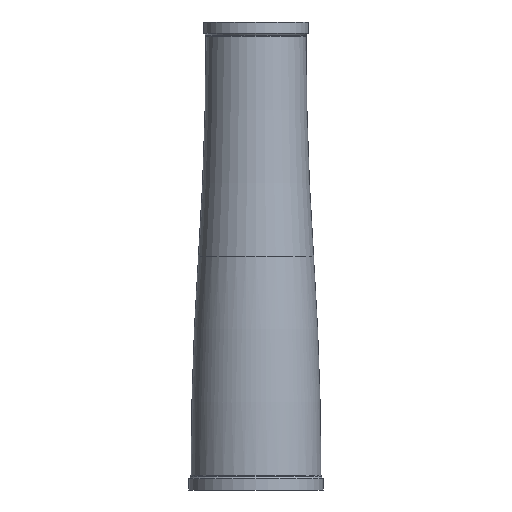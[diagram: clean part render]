
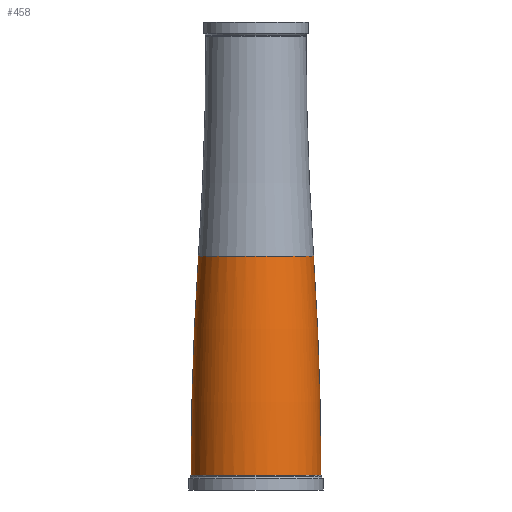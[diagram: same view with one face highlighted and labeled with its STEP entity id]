
A CAD part, left-side view. The second image highlights one B-rep face of the part: STEP entity #458.
In plain terms, the highlighted toroidal (fillet/blend) face has major radius 1162.94 mm and minor radius 1186.54 mm.
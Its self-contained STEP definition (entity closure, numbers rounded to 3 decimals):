
#98 = DIRECTION ( 'NONE',  ( 0., 1., 0. ) ) ;
#104 = TOROIDAL_SURFACE ( 'NONE', #854, -1162.935, 1186.535 ) ;
#135 = DIRECTION ( 'NONE',  ( 0., 1., 0. ) ) ;
#193 = EDGE_CURVE ( 'NONE', #1059, #1066, #982, .T. ) ;
#225 = CIRCLE ( 'NONE', #836, 23.6 ) ;
#234 = ORIENTED_EDGE ( 'NONE', *, *, #193, .T. ) ;
#250 = CARTESIAN_POINT ( 'NONE',  ( 0., -23.6, -79.649 ) ) ;
#278 = CARTESIAN_POINT ( 'NONE',  ( 0., -1162.935, -80. ) ) ;
#283 = ORIENTED_EDGE ( 'NONE', *, *, #753, .F. ) ;
#287 = AXIS2_PLACEMENT_3D ( 'NONE', #1065, #321, #654 ) ;
#298 = CARTESIAN_POINT ( 'NONE',  ( 0., 1162.935, -80. ) ) ;
#301 = AXIS2_PLACEMENT_3D ( 'NONE', #298, #628, #958 ) ;
#321 = DIRECTION ( 'NONE',  ( 0., 0., -1. ) ) ;
#423 = EDGE_CURVE ( 'NONE', #992, #1052, #769, .T. ) ;
#458 = ADVANCED_FACE ( 'NONE', ( #634 ), #104, .T. ) ;
#502 = CARTESIAN_POINT ( 'NONE',  ( 0., 20.9, 0. ) ) ;
#516 = CARTESIAN_POINT ( 'NONE',  ( 0., 0., -79.649 ) ) ;
#546 = ORIENTED_EDGE ( 'NONE', *, *, #423, .F. ) ;
#558 = CARTESIAN_POINT ( 'NONE',  ( 0., 0., -80. ) ) ;
#612 = DIRECTION ( 'NONE',  ( -1., 0., 0. ) ) ;
#617 = EDGE_CURVE ( 'NONE', #992, #1059, #760, .T. ) ;
#628 = DIRECTION ( 'NONE',  ( 1., 0., 0. ) ) ;
#634 = FACE_OUTER_BOUND ( 'NONE', #874, .T. ) ;
#640 = ORIENTED_EDGE ( 'NONE', *, *, #617, .T. ) ;
#654 = DIRECTION ( 'NONE',  ( 0., 1., 0. ) ) ;
#658 = AXIS2_PLACEMENT_3D ( 'NONE', #278, #612, #937 ) ;
#708 = CARTESIAN_POINT ( 'NONE',  ( 0., -20.9, 0. ) ) ;
#753 = EDGE_CURVE ( 'NONE', #1052, #1066, #225, .T. ) ;
#756 = CARTESIAN_POINT ( 'NONE',  ( 0., 23.6, -79.649 ) ) ;
#760 = CIRCLE ( 'NONE', #287, 20.9 ) ;
#769 = CIRCLE ( 'NONE', #301, 1186.535 ) ;
#836 = AXIS2_PLACEMENT_3D ( 'NONE', #516, #847, #98 ) ;
#847 = DIRECTION ( 'NONE',  ( 0., 0., -1. ) ) ;
#854 = AXIS2_PLACEMENT_3D ( 'NONE', #558, #881, #135 ) ;
#874 = EDGE_LOOP ( 'NONE', ( #546, #640, #234, #283 ) ) ;
#881 = DIRECTION ( 'NONE',  ( 0., 0., -1. ) ) ;
#937 = DIRECTION ( 'NONE',  ( 0., 0., 1. ) ) ;
#958 = DIRECTION ( 'NONE',  ( 0., 1., 0. ) ) ;
#982 = CIRCLE ( 'NONE', #658, 1186.535 ) ;
#992 = VERTEX_POINT ( 'NONE', #708 ) ;
#1052 = VERTEX_POINT ( 'NONE', #250 ) ;
#1059 = VERTEX_POINT ( 'NONE', #502 ) ;
#1065 = CARTESIAN_POINT ( 'NONE',  ( 0., 0., 0. ) ) ;
#1066 = VERTEX_POINT ( 'NONE', #756 ) ;
